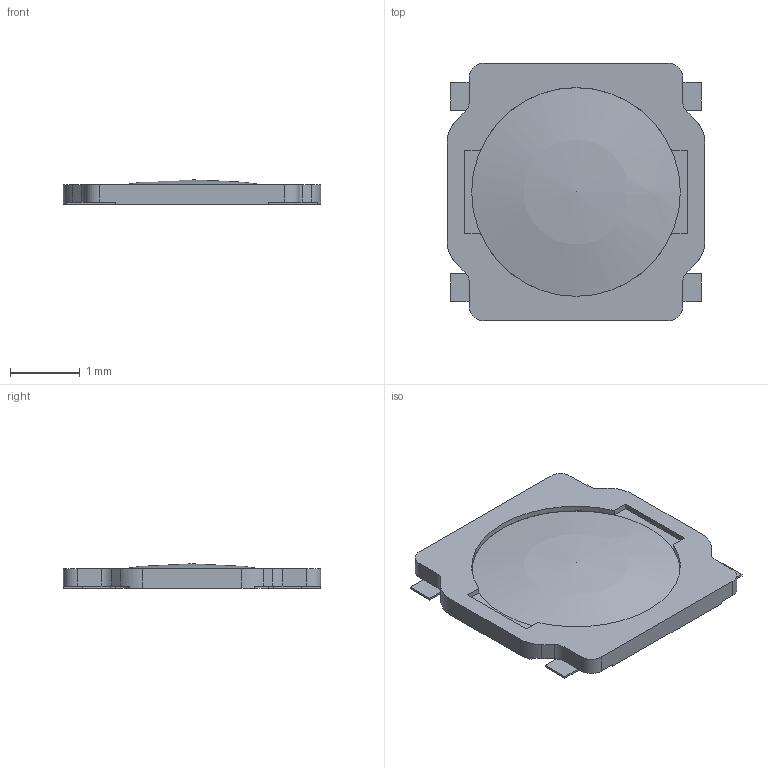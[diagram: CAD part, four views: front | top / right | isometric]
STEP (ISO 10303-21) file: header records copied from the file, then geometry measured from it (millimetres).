
FILE_DESCRIPTION( ( 'Unknown' ), '1' );
FILE_NAME( '4301x30038xx.stp', 'Unknown', ( 'Unknown' ), ( 'Unknown' ), 'PSStep 19.0.9', 'Unknown', ' ' );
FILE_SCHEMA( ( 'AUTOMOTIVE_DESIGN { 1 0 10303 214 1 1 1 1 }' ) );
Length unit declared in the file: millimetre
Products named in the file (7): Assem1; Housing; pressure plate
Assembly tree (6 placements, depth 2):
  Assem1
    Housing
    Housing
    Housing
    Housing
    Housing
    pressure plate
Bounding box: 3.7 x 3.7 x 0.35 mm (x, y, z)
Volume: 3.2 mm3; surface area: 46.8 mm2
Topology: 6 solids, 6 shells, 114 faces, 274 edges, 183 vertices
Faces by surface type: plane 77, cylinder 35, sphere 2
Full cylindrical faces by diameter (mm): 0.4 x7, 0.5 x2
Entity records: 4278 total; most frequent: DIRECTION 578, CARTESIAN_POINT 563, ORIENTED_EDGE 520, EDGE_CURVE 260, AXIS2_PLACEMENT_3D 197, LINE 184, VECTOR 184, VERTEX_POINT 182
